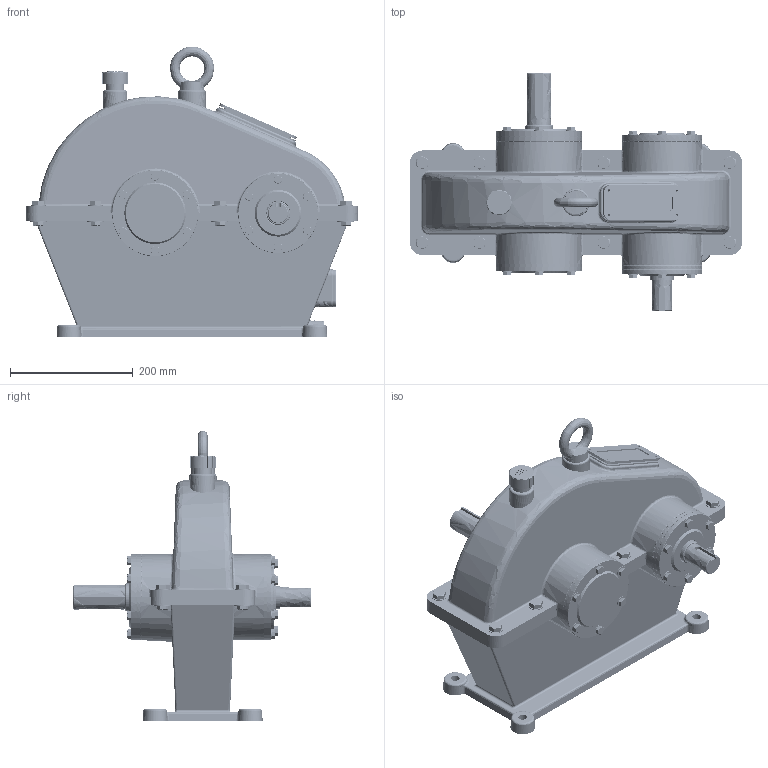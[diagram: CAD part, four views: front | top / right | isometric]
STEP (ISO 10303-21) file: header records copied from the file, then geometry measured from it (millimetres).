
FILE_DESCRIPTION(('FreeCAD Model'),'2;1');
FILE_NAME('Open CASCADE Shape Model','2025-05-09T20:27:16',('FreeCAD'),( 'FreeCAD'),'Open CASCADE STEP processor 7.6','FreeCAD','Unknown');
FILE_SCHEMA(('AUTOMOTIVE_DESIGN { 1 0 10303 214 1 1 1 1 }'));
Products named in the file (1): Open CASCADE STEP translator 7.6 1
Bounding box: 540 x 387 x 473 mm (x, y, z)
Volume: 11670417.1 mm3; surface area: 2197606.5 mm2
Topology: 112 solids, 230 shells, 2355 faces, 6554 edges, 4645 vertices
Faces by surface type: bspline 2297, revolution 58
Entity records: 106706 total; most frequent: CARTESIAN_POINT 69810, ORIENTED_EDGE 12314, EDGE_CURVE 6530, VERTEX_POINT 4645, B_SPLINE_CURVE_WITH_KNOTS 3376, FACE_BOUND 2869, EDGE_LOOP 2869, ADVANCED_FACE 2355
